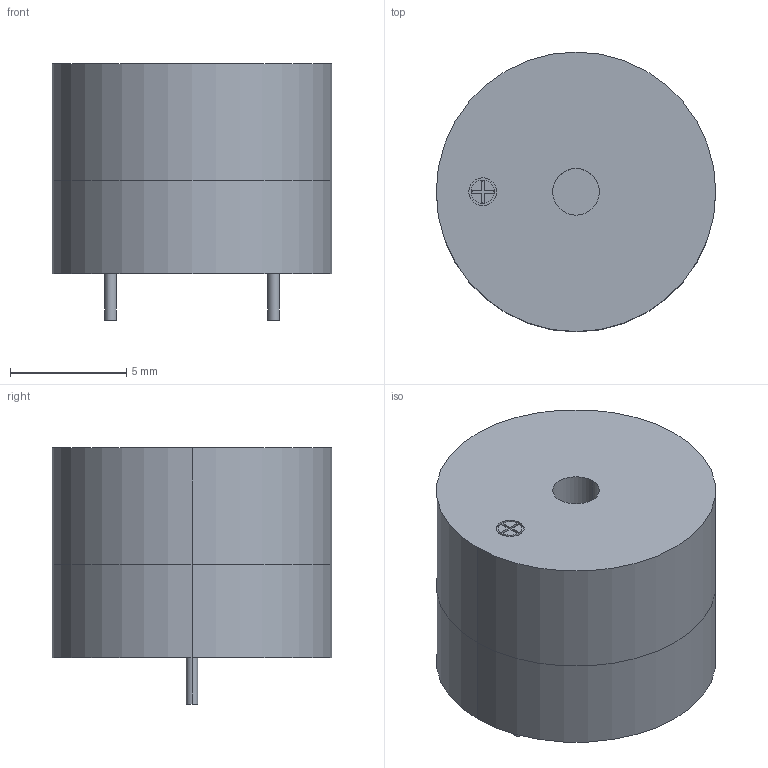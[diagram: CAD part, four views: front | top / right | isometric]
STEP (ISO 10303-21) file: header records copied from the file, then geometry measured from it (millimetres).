
FILE_DESCRIPTION (( 'STEP AP214' ), '1' );
FILE_NAME ('D7_12.STEP', '2007-12-03T01:16:13', ( 'Chinese User' ), ( 'Chinese ORG' ), 'SwSTEP 2.0', 'SolidWorks 2004231', '' );
FILE_SCHEMA (( 'AUTOMOTIVE_DESIGN' ));
Length unit declared in the file: millimetre
Products named in the file (1): D7_12
Bounding box: 12 x 12 x 11 mm (x, y, z)
Volume: 1011.7 mm3; surface area: 812.8 mm2
Topology: 2 solids, 2 shells, 36 faces, 78 edges, 52 vertices
Faces by surface type: plane 22, cylinder 14
Entity records: 1418 total; most frequent: DIRECTION 180, CARTESIAN_POINT 167, ORIENTED_EDGE 156, EDGE_CURVE 78, AXIS2_PLACEMENT_3D 65, VERTEX_POINT 52, VECTOR 50, LINE 50
